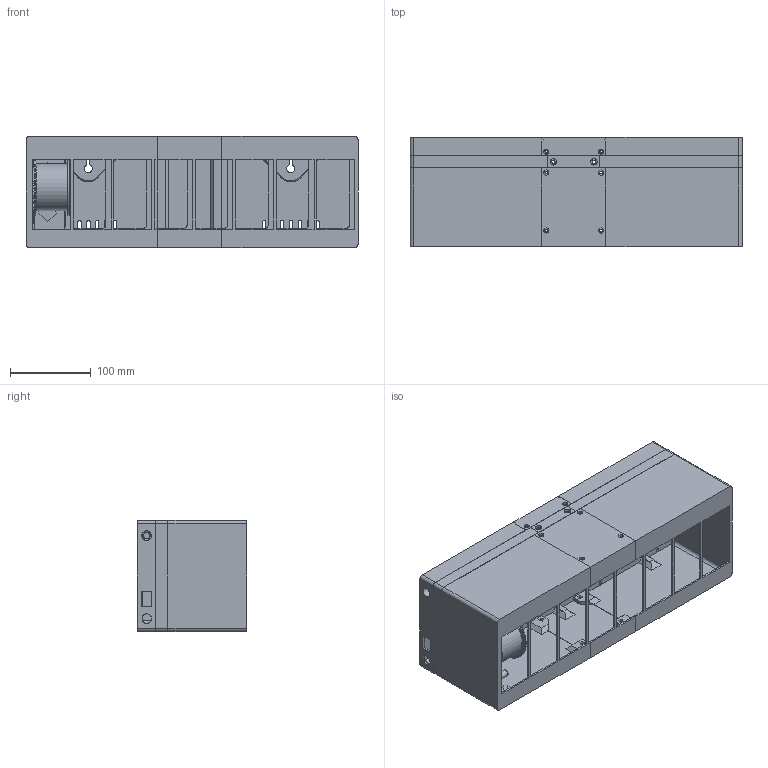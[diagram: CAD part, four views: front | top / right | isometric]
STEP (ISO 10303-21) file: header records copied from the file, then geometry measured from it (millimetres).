
FILE_DESCRIPTION(/* description */ (''),/* implementation_level */ '2;1');
FILE_NAME(/* name */ 'AssemblyWithChanges.step',/* time_stamp */ '2023-06-04T11:38:09+02:00',/* author */ (''),/* organization */ (''),/* preprocessor_version */ 'ST-DEVELOPER v19.2',/* originating_system */ 'Autodesk Translation Framework v12.4.0.73',/* authorisation */ '');
FILE_SCHEMA (('AUTOMOTIVE_DESIGN { 1 0 10303 214 3 1 1 }'));
Products named in the file (7): AssemblyWithChanges; BigRotor; MiniRotor; Frame; HousingFrame; FrameBack; FrameFront
Assembly tree (6 placements, depth 2):
  AssemblyWithChanges
    BigRotor
    MiniRotor
    Frame
    HousingFrame
    FrameBack
    FrameFront
Bounding box: 412.4 x 135.8 x 138 mm (x, y, z)
Volume: 1170383.7 mm3; surface area: 625850 mm2
Topology: 16 solids, 16 shells, 2095 faces, 5708 edges, 3738 vertices
Faces by surface type: plane 1553, cylinder 471, cone 55, bspline 16
Full cylindrical faces by diameter (mm): 1 x2, 1.8 x2, 2.1 x1, 2.3 x2, 3 x4, 3.2 x2, 3.3 x38, 3.4 x32, 3.8 x2, 4 x14, 4.3 x8, 4.4 x2, 5 x1, 5.15 x1, 6 x15, 6.2 x32, 6.4 x4, 8 x6, 10 x1, 12.124 x1, 55 x1, 55.3 x1, 58.5 x1, 69.3 x2
Entity records: 68097 total; most frequent: CARTESIAN_POINT 13402, ORIENTED_EDGE 11416, DIRECTION 10859, EDGE_CURVE 5708, LINE 4331, VECTOR 4331, VERTEX_POINT 3738, AXIS2_PLACEMENT_3D 3264
